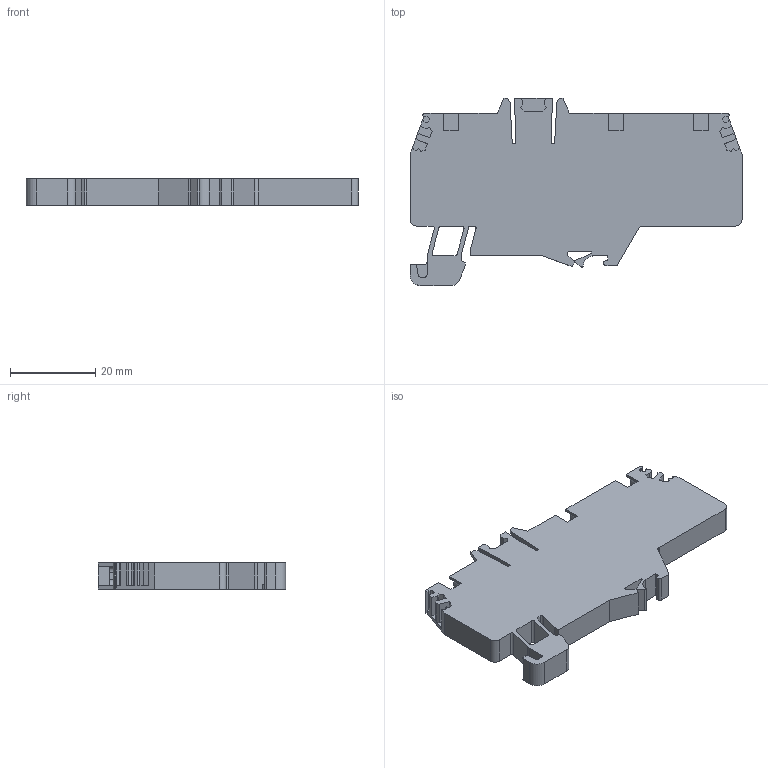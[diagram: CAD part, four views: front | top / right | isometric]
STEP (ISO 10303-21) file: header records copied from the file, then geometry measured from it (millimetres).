
FILE_DESCRIPTION((''),'2;1');
FILE_NAME('ASM0001_ASM','2022-07-15T08:23:30',('klemen.sitar'),('Audax d.o.o.'),'CREO PARAMETRIC BY PTC INC, 2021304','CREO PARAMETRIC BY PTC INC, 2021304','');
FILE_SCHEMA(('AP242_MANAGED_MODEL_BASED_3D_ENGINEERING_MIM_LF { 1 0 10303 442 1 1 4 }'));
Length unit declared in the file: millimetre
Products named in the file (2): HMM_4_1_2; ASM0001_ASM
Assembly tree (1 placements, depth 2):
  ASM0001_ASM
    HMM_4_1_2
Bounding box: 78 x 44 x 6.2 mm (x, y, z)
Volume: 14094 mm3; surface area: 7652.6 mm2
Topology: 1 solids, 1 shells, 216 faces, 630 edges, 420 vertices
Faces by surface type: plane 165, cylinder 51
Entity records: 10692 total; most frequent: CARTESIAN_POINT 1274, ORIENTED_EDGE 1260, DIRECTION 1172, PRESENTATION_STYLE_ASSIGNMENT 848, STYLED_ITEM 848, CURVE_STYLE 631, EDGE_CURVE 630, VECTOR 528
